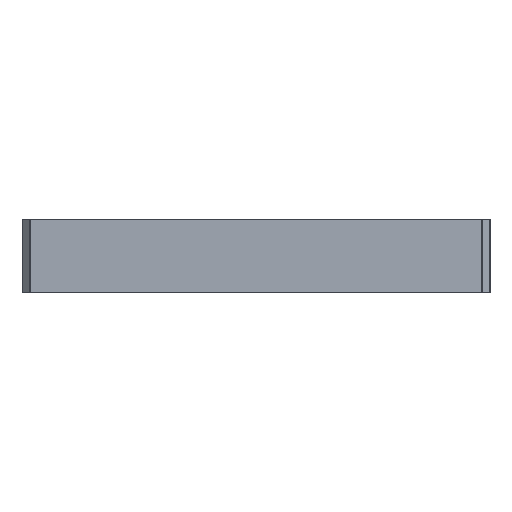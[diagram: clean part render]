
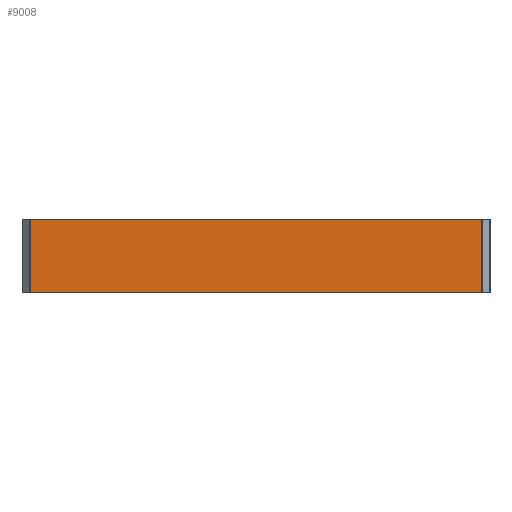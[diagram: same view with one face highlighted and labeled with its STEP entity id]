
A CAD part, left-side view. The second image highlights one B-rep face of the part: STEP entity #9008.
In plain terms, the highlighted planar face has unit normal (-1, 0, 0).
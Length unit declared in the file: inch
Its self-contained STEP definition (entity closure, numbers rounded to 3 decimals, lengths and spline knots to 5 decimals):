
#795=PLANE('',#9932);
#978=FACE_OUTER_BOUND('',#1860,.T.);
#1860=EDGE_LOOP('',(#6546,#6547,#6548,#6549));
#2586=LINE('',#13425,#2987);
#2590=LINE('',#13434,#2991);
#2624=LINE('',#13927,#3025);
#2634=LINE('',#14254,#3035);
#2987=VECTOR('',#10743,0.3937);
#2991=VECTOR('',#10751,0.3937);
#3025=VECTOR('',#11135,0.3937);
#3035=VECTOR('',#11465,0.3937);
#4025=VERTEX_POINT('',#13418);
#4028=VERTEX_POINT('',#13423);
#4031=VERTEX_POINT('',#13433);
#4237=VERTEX_POINT('',#13925);
#4874=EDGE_CURVE('',#4028,#4025,#2586,.T.);
#4878=EDGE_CURVE('',#4025,#4031,#2590,.T.);
#5090=EDGE_CURVE('',#4237,#4028,#2624,.T.);
#5254=EDGE_CURVE('',#4031,#4237,#2634,.T.);
#6546=ORIENTED_EDGE('',*,*,#4874,.F.);
#6547=ORIENTED_EDGE('',*,*,#5090,.F.);
#6548=ORIENTED_EDGE('',*,*,#5254,.F.);
#6549=ORIENTED_EDGE('',*,*,#4878,.F.);
#9008=ADVANCED_FACE('',(#978),#795,.T.);
#9932=AXIS2_PLACEMENT_3D('',#14253,#11463,#11464);
#10743=DIRECTION('',(0.,0.,1.));
#10751=DIRECTION('',(0.,-1.,0.));
#11135=DIRECTION('',(0.,1.,0.));
#11463=DIRECTION('center_axis',(-1.,0.,0.));
#11464=DIRECTION('ref_axis',(0.,1.,0.));
#11465=DIRECTION('',(0.,0.,-1.));
#13418=CARTESIAN_POINT('',(-3.95,2.87586,0.));
#13423=CARTESIAN_POINT('',(-3.95,2.87586,-0.935));
#13425=CARTESIAN_POINT('',(-3.95,2.87586,0.));
#13433=CARTESIAN_POINT('',(-3.95,-2.87586,0.));
#13434=CARTESIAN_POINT('',(-3.95,3.,0.));
#13925=CARTESIAN_POINT('',(-3.95,-2.87586,-0.935));
#13927=CARTESIAN_POINT('',(-3.95,3.,-0.935));
#14253=CARTESIAN_POINT('Origin',(-3.95,-3.,0.));
#14254=CARTESIAN_POINT('',(-3.95,-2.87586,0.));
